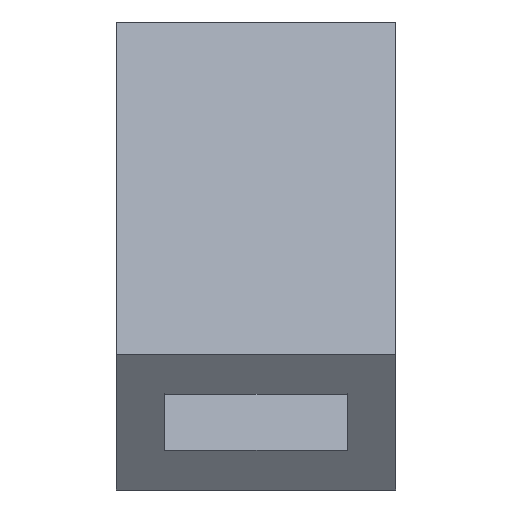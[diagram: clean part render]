
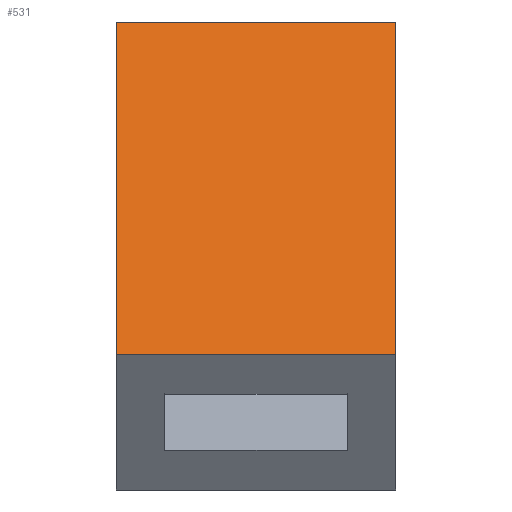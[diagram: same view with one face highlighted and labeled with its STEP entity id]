
A CAD part, front view. The second image highlights one B-rep face of the part: STEP entity #531.
In plain terms, the highlighted planar face has unit normal (0, -0.574, 0.819).
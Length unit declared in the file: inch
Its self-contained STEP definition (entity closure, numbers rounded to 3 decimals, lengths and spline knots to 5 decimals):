
#52=FACE_OUTER_BOUND('',#81,.T.);
#81=EDGE_LOOP('',(#468,#469,#470,#471));
#108=LINE('',#781,#174);
#132=LINE('',#829,#198);
#137=LINE('',#841,#203);
#149=LINE('',#864,#215);
#174=VECTOR('',#637,0.3937);
#198=VECTOR('',#681,0.3937);
#203=VECTOR('',#690,0.3937);
#215=VECTOR('',#714,0.3937);
#238=VERTEX_POINT('',#778);
#239=VERTEX_POINT('',#780);
#253=VERTEX_POINT('',#827);
#258=VERTEX_POINT('',#840);
#294=EDGE_CURVE('',#238,#239,#108,.T.);
#318=EDGE_CURVE('',#253,#238,#132,.T.);
#323=EDGE_CURVE('',#239,#258,#137,.T.);
#335=EDGE_CURVE('',#258,#253,#149,.T.);
#468=ORIENTED_EDGE('',*,*,#318,.F.);
#469=ORIENTED_EDGE('',*,*,#335,.F.);
#470=ORIENTED_EDGE('',*,*,#323,.F.);
#471=ORIENTED_EDGE('',*,*,#294,.F.);
#503=PLANE('',#579);
#531=ADVANCED_FACE('',(#52),#503,.T.);
#579=AXIS2_PLACEMENT_3D('',#863,#712,#713);
#637=DIRECTION('',(1.,0.,0.));
#681=DIRECTION('',(0.,0.819,0.574));
#690=DIRECTION('',(0.,-0.819,-0.574));
#712=DIRECTION('center_axis',(0.,-0.574,
0.819));
#713=DIRECTION('ref_axis',(-1.,0.,0.));
#714=DIRECTION('',(-1.,0.,0.));
#778=CARTESIAN_POINT('',(-0.77805,0.05635,2.89953));
#780=CARTESIAN_POINT('',(0.1875,0.05635,2.89953));
#781=CARTESIAN_POINT('',(-0.0125,0.05635,2.89953));
#827=CARTESIAN_POINT('',(-0.77805,-1.58195,1.75238));
#829=CARTESIAN_POINT('',(-0.77805,-0.96759,2.18256));
#840=CARTESIAN_POINT('',(0.1875,-1.58195,1.75238));
#841=CARTESIAN_POINT('',(0.1875,-0.96759,2.18256));
#863=CARTESIAN_POINT('Origin',(0.1875,-0.96759,2.18256));
#864=CARTESIAN_POINT('',(-0.77805,-1.58195,1.75238));
